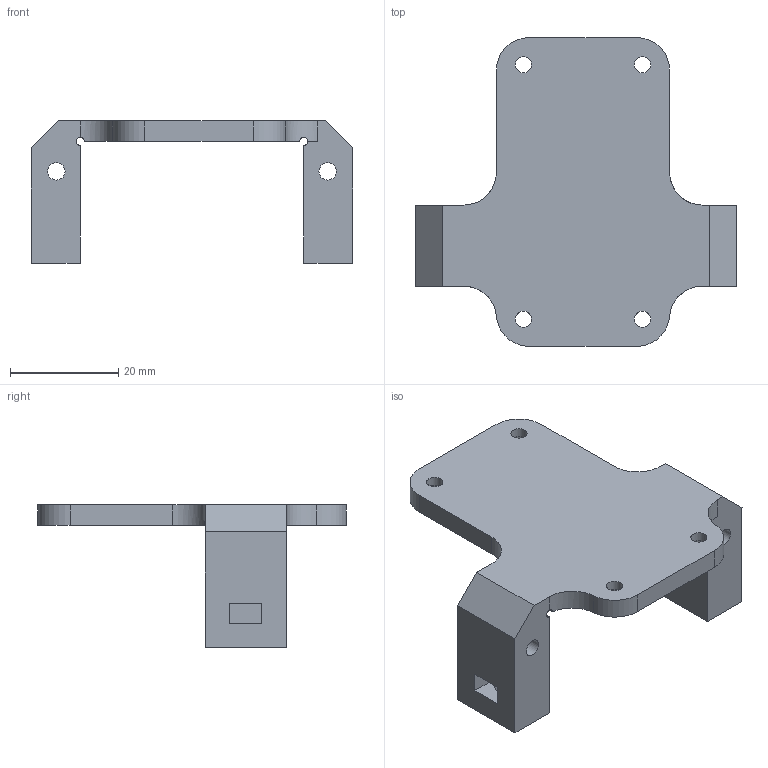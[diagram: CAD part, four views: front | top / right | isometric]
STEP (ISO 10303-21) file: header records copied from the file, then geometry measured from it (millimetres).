
FILE_DESCRIPTION(/* description */ (''),/* implementation_level */ '2;1');
FILE_NAME(/* name */ 'ServoMount.step',/* time_stamp */ '2024-01-22T14:41:59+01:00',/* author */ (''),/* organization */ (''),/* preprocessor_version */ 'ST-DEVELOPER v20',/* originating_system */ 'Autodesk Translation Framework v12.14.0.127',/* authorisation */ '');
FILE_SCHEMA (('AUTOMOTIVE_DESIGN { 1 0 10303 214 3 1 1 }'));
Length unit declared in the file: millimetre
Products named in the file (1): ServoMount
Bounding box: 59.3 x 57 x 26.29 mm (x, y, z)
Volume: 12984.2 mm3; surface area: 8236.8 mm2
Topology: 1 solids, 1 shells, 66 faces, 168 edges, 112 vertices
Faces by surface type: plane 44, cylinder 22
Full cylindrical faces by diameter (mm): 3 x4, 3.2 x4, 6.515 x4
Entity records: 2118 total; most frequent: CARTESIAN_POINT 403, DIRECTION 344, ORIENTED_EDGE 336, EDGE_CURVE 168, LINE 118, VECTOR 118, AXIS2_PLACEMENT_3D 113, VERTEX_POINT 112
